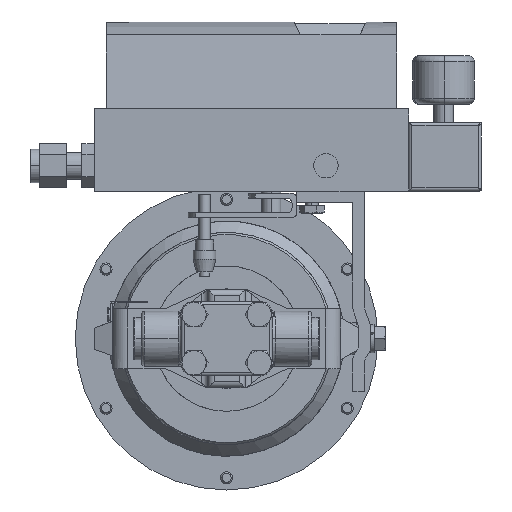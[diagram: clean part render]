
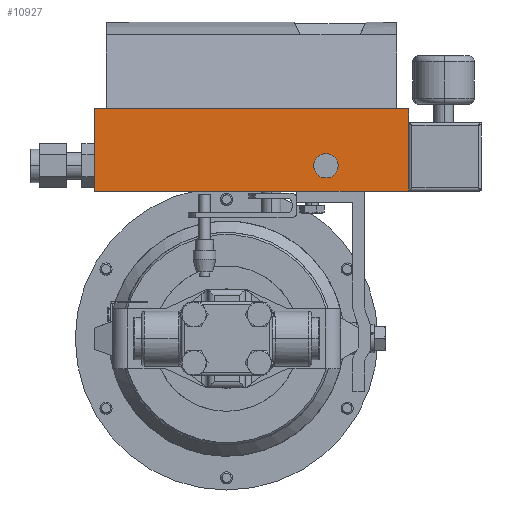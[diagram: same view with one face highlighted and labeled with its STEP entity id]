
A CAD part, front view. The second image highlights one B-rep face of the part: STEP entity #10927.
In plain terms, the highlighted planar face has unit normal (0, -1, 0).
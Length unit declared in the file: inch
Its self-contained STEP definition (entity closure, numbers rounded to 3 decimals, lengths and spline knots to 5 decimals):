
#70 = VECTOR ( 'NONE', #9202, 39.37008 ) ;
#186 = VECTOR ( 'NONE', #24844, 39.37008 ) ;
#287 = VERTEX_POINT ( 'NONE', #8381 ) ;
#1326 = EDGE_LOOP ( 'NONE', ( #32256, #29203 ) ) ;
#1462 = DIRECTION ( 'NONE',  ( 1., 0., 0. ) ) ;
#1495 = VECTOR ( 'NONE', #17154, 39.37008 ) ;
#2503 = VERTEX_POINT ( 'NONE', #32376 ) ;
#3160 = VERTEX_POINT ( 'NONE', #33372 ) ;
#3260 = VECTOR ( 'NONE', #30215, 39.37008 ) ;
#3298 = LINE ( 'NONE', #5209, #11068 ) ;
#3318 = ORIENTED_EDGE ( 'NONE', *, *, #19774, .T. ) ;
#3808 = CARTESIAN_POINT ( 'NONE',  ( -1.21372, 6.28506, 7.60822 ) ) ;
#3812 = VERTEX_POINT ( 'NONE', #17368 ) ;
#4544 = DIRECTION ( 'NONE',  ( 0., 0., 1. ) ) ;
#4618 = VERTEX_POINT ( 'NONE', #29046 ) ;
#4971 = LINE ( 'NONE', #16600, #11809 ) ;
#4973 = ORIENTED_EDGE ( 'NONE', *, *, #24141, .F. ) ;
#5111 = PLANE ( 'NONE',  #25971 ) ;
#5209 = CARTESIAN_POINT ( 'NONE',  ( 5.28628, 6.28506, 8.91426 ) ) ;
#5374 = DIRECTION ( 'NONE',  ( 1., 0., 0. ) ) ;
#5472 = ORIENTED_EDGE ( 'NONE', *, *, #37588, .T. ) ;
#5903 = CARTESIAN_POINT ( 'NONE',  ( 5.28628, 6.28506, 7.60822 ) ) ;
#6018 = EDGE_CURVE ( 'NONE', #23789, #9505, #27328, .T. ) ;
#6369 = CARTESIAN_POINT ( 'NONE',  ( 5.28628, 6.28506, 5.90825 ) ) ;
#7320 = FACE_OUTER_BOUND ( 'NONE', #9098, .T. ) ;
#8110 = DIRECTION ( 'NONE',  ( 0., 0., -1. ) ) ;
#8376 = VECTOR ( 'NONE', #1462, 39.37008 ) ;
#8381 = CARTESIAN_POINT ( 'NONE',  ( 3.57454, 6.28506, 6.6809 ) ) ;
#9098 = EDGE_LOOP ( 'NONE', ( #34564, #21954, #29431, #4973, #13724, #24494, #5472, #3318, #20554 ) ) ;
#9202 = DIRECTION ( 'NONE',  ( 0., 0., 1. ) ) ;
#9505 = VERTEX_POINT ( 'NONE', #6369 ) ;
#10927 = ADVANCED_FACE ( 'NONE', ( #7320, #22158 ), #5111, .F. ) ;
#11068 = VECTOR ( 'NONE', #4544, 39.37008 ) ;
#11809 = VECTOR ( 'NONE', #15923, 39.37008 ) ;
#12975 = CARTESIAN_POINT ( 'NONE',  ( 2.96628, 6.28506, 5.90825 ) ) ;
#13310 = DIRECTION ( 'NONE',  ( 0., 0., 1. ) ) ;
#13403 = DIRECTION ( 'NONE',  ( 0., 0., -1. ) ) ;
#13724 = ORIENTED_EDGE ( 'NONE', *, *, #27356, .F. ) ;
#15424 = VECTOR ( 'NONE', #13310, 39.37008 ) ;
#15851 = AXIS2_PLACEMENT_3D ( 'NONE', #36037, #17988, #8110 ) ;
#15923 = DIRECTION ( 'NONE',  ( 1., 0., 0. ) ) ;
#16337 = CARTESIAN_POINT ( 'NONE',  ( -1.21372, 6.28506, 5.90825 ) ) ;
#16600 = CARTESIAN_POINT ( 'NONE',  ( -1.21372, 6.28506, 7.60822 ) ) ;
#17025 = CARTESIAN_POINT ( 'NONE',  ( -0.96372, 6.28506, 7.60822 ) ) ;
#17154 = DIRECTION ( 'NONE',  ( 1., 0., 0. ) ) ;
#17368 = CARTESIAN_POINT ( 'NONE',  ( 5.28628, 6.28506, 7.32566 ) ) ;
#17888 = DIRECTION ( 'NONE',  ( 0., 0., -1. ) ) ;
#17988 = DIRECTION ( 'NONE',  ( 0., -1., 0. ) ) ;
#18219 = DIRECTION ( 'NONE',  ( 0., -1., 0. ) ) ;
#18339 = CARTESIAN_POINT ( 'NONE',  ( 3.57454, 6.28506, 6.42933 ) ) ;
#19202 = VERTEX_POINT ( 'NONE', #12975 ) ;
#19508 = LINE ( 'NONE', #31695, #186 ) ;
#19774 = EDGE_CURVE ( 'NONE', #19202, #23789, #27824, .T. ) ;
#20301 = EDGE_CURVE ( 'NONE', #3160, #33723, #31383, .T. ) ;
#20364 = VECTOR ( 'NONE', #5374, 39.37008 ) ;
#20554 = ORIENTED_EDGE ( 'NONE', *, *, #6018, .T. ) ;
#21954 = ORIENTED_EDGE ( 'NONE', *, *, #25354, .T. ) ;
#22009 = EDGE_CURVE ( 'NONE', #4618, #287, #36509, .T. ) ;
#22064 = CARTESIAN_POINT ( 'NONE',  ( 5.28628, 6.28506, 5.90825 ) ) ;
#22158 = FACE_BOUND ( 'NONE', #1326, .T. ) ;
#23230 = VERTEX_POINT ( 'NONE', #5903 ) ;
#23254 = LINE ( 'NONE', #17025, #1495 ) ;
#23789 = VERTEX_POINT ( 'NONE', #32006 ) ;
#23829 = EDGE_CURVE ( 'NONE', #2503, #23230, #19508, .T. ) ;
#24141 = EDGE_CURVE ( 'NONE', #37982, #2503, #23254, .T. ) ;
#24494 = ORIENTED_EDGE ( 'NONE', *, *, #20301, .F. ) ;
#24669 = EDGE_CURVE ( 'NONE', #9505, #3812, #3298, .T. ) ;
#24844 = DIRECTION ( 'NONE',  ( 1., 0., 0. ) ) ;
#25111 = LINE ( 'NONE', #33866, #8376 ) ;
#25354 = EDGE_CURVE ( 'NONE', #3812, #23230, #31606, .T. ) ;
#25971 = AXIS2_PLACEMENT_3D ( 'NONE', #32083, #34698, #13403 ) ;
#27328 = LINE ( 'NONE', #29250, #20364 ) ;
#27356 = EDGE_CURVE ( 'NONE', #33723, #37982, #4971, .T. ) ;
#27824 = LINE ( 'NONE', #30258, #3260 ) ;
#29046 = CARTESIAN_POINT ( 'NONE',  ( 3.57454, 6.28506, 6.17776 ) ) ;
#29203 = ORIENTED_EDGE ( 'NONE', *, *, #31779, .F. ) ;
#29250 = CARTESIAN_POINT ( 'NONE',  ( 5.03628, 6.28506, 5.90825 ) ) ;
#29431 = ORIENTED_EDGE ( 'NONE', *, *, #23829, .F. ) ;
#29917 = CIRCLE ( 'NONE', #30697, 0.25157 ) ;
#30121 = CARTESIAN_POINT ( 'NONE',  ( -0.96372, 6.28506, 7.60822 ) ) ;
#30215 = DIRECTION ( 'NONE',  ( 1., 0., 0. ) ) ;
#30258 = CARTESIAN_POINT ( 'NONE',  ( 5.03628, 6.28506, 5.90825 ) ) ;
#30697 = AXIS2_PLACEMENT_3D ( 'NONE', #18339, #18219, #17888 ) ;
#31383 = LINE ( 'NONE', #16337, #15424 ) ;
#31606 = LINE ( 'NONE', #22064, #70 ) ;
#31695 = CARTESIAN_POINT ( 'NONE',  ( 5.03628, 6.28506, 7.60822 ) ) ;
#31779 = EDGE_CURVE ( 'NONE', #287, #4618, #29917, .T. ) ;
#32006 = CARTESIAN_POINT ( 'NONE',  ( 4.36628, 6.28506, 5.90825 ) ) ;
#32083 = CARTESIAN_POINT ( 'NONE',  ( 5.03628, 6.28506, 5.90825 ) ) ;
#32256 = ORIENTED_EDGE ( 'NONE', *, *, #22009, .F. ) ;
#32376 = CARTESIAN_POINT ( 'NONE',  ( 5.03628, 6.28506, 7.60822 ) ) ;
#33372 = CARTESIAN_POINT ( 'NONE',  ( -1.21372, 6.28506, 5.90825 ) ) ;
#33723 = VERTEX_POINT ( 'NONE', #3808 ) ;
#33866 = CARTESIAN_POINT ( 'NONE',  ( 5.03628, 6.28506, 5.90825 ) ) ;
#34564 = ORIENTED_EDGE ( 'NONE', *, *, #24669, .T. ) ;
#34698 = DIRECTION ( 'NONE',  ( 0., 1., 0. ) ) ;
#36037 = CARTESIAN_POINT ( 'NONE',  ( 3.57454, 6.28506, 6.42933 ) ) ;
#36509 = CIRCLE ( 'NONE', #15851, 0.25157 ) ;
#37588 = EDGE_CURVE ( 'NONE', #3160, #19202, #25111, .T. ) ;
#37982 = VERTEX_POINT ( 'NONE', #30121 ) ;
